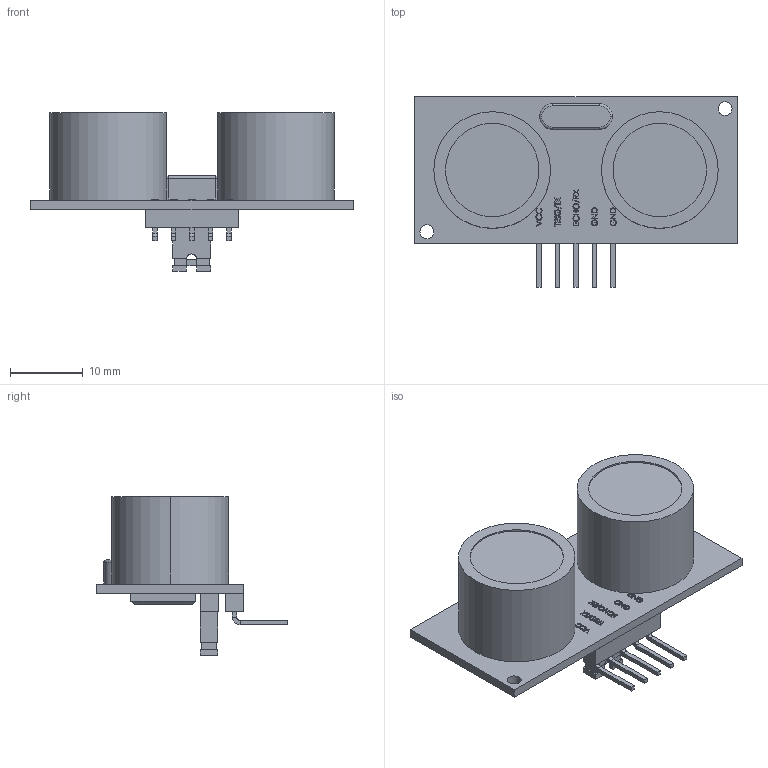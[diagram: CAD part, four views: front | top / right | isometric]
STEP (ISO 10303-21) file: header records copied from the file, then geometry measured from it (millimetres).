
FILE_DESCRIPTION (( 'STEP AP214' ), '1' );
FILE_NAME ('US-100 Sonar Sensor with Jumper STEP.STEP', '2021-06-15T16:43:38', ( '' ), ( '' ), 'SwSTEP 2.0', 'SolidWorks 2021', '' );
FILE_SCHEMA (( 'AUTOMOTIVE_DESIGN' ));
Length unit declared in the file: millimetre
Products named in the file (1): US-100 Sonar Sensor with Jumper STEP
Bounding box: 44.2 x 26.18 x 21.79 mm (x, y, z)
Volume: 6219.3 mm3; surface area: 3918.3 mm2
Topology: 6 solids, 6 shells, 576 faces, 1431 edges, 906 vertices
Faces by surface type: plane 424, bspline 86, cylinder 63, torus 3
Entity records: 26638 total; most frequent: CARTESIAN_POINT 9080, ORIENTED_EDGE 2862, DIRECTION 2376, EDGE_CURVE 1431, LINE 1124, VECTOR 1124, VERTEX_POINT 906, AXIS2_PLACEMENT_3D 626
